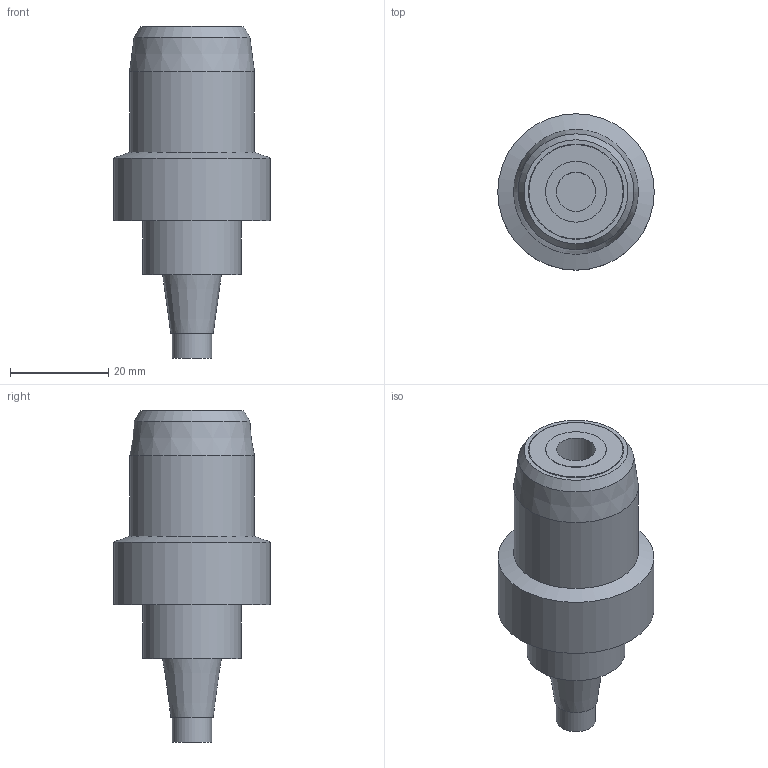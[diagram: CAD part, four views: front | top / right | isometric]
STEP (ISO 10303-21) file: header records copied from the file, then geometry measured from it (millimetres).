
FILE_DESCRIPTION(/* description */ (''),/* implementation_level */ '2;1');
FILE_NAME(/* name */ 'W9990111_stp.stp',/* time_stamp */ '2017-05-08T08:48:20+02:00',/* author */ (''),/* organization */ (''),/* preprocessor_version */ 'ST-DEVELOPER v15',/* originating_system */ 'SIEMENS PLM Software NX 9.0',/* authorisation */ '');
FILE_SCHEMA (('AUTOMOTIVE_DESIGN { 1 0 10303 214 3 1 1 1 }'));
Length unit declared in the file: millimetre
Products named in the file (1): reic18D0476Dmbkb
Bounding box: 31.9 x 31.9 x 67.7 mm (x, y, z)
Volume: 26751.7 mm3; surface area: 6674.6 mm2
Topology: 1 solids, 1 shells, 19 faces, 32 edges, 21 vertices
Faces by surface type: plane 8, cylinder 6, cone 4, torus 1
Full cylindrical faces by diameter (mm): 8 x2, 12.4 x1, 20 x1, 25.45 x1, 31.9 x1
Entity records: 406 total; most frequent: DIRECTION 76, CARTESIAN_POINT 56, AXIS2_PLACEMENT_3D 38, EDGE_LOOP 36, ORIENTED_EDGE 36, FACE_BOUND 34, ADVANCED_FACE 19, VERTEX_POINT 18
